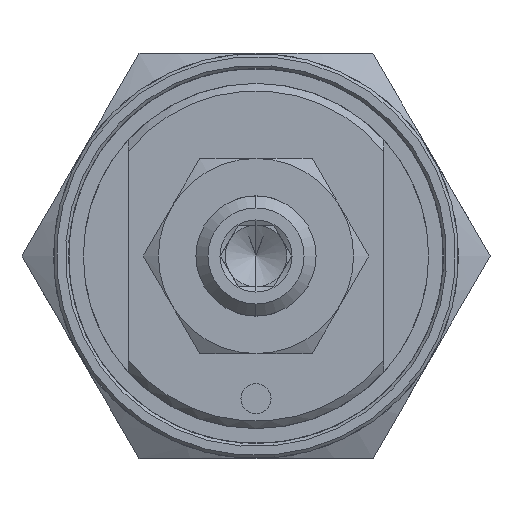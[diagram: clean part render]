
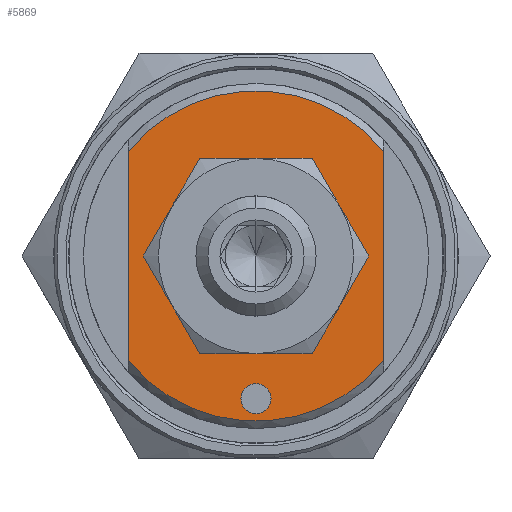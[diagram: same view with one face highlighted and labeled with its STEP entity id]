
A CAD part, left-side view. The second image highlights one B-rep face of the part: STEP entity #5869.
In plain terms, the highlighted planar face has unit normal (-1, 0, 0).
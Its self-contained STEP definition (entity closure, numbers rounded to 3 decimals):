
#42 = DIRECTION ( 'NONE',  ( 0., 1., 0. ) ) ;
#57 = DIRECTION ( 'NONE',  ( 0., -1., 0. ) ) ;
#214 = VECTOR ( 'NONE', #4461, 1000. ) ;
#376 = VECTOR ( 'NONE', #2835, 1000. ) ;
#447 = AXIS2_PLACEMENT_3D ( 'NONE', #10443, #5237, #42 ) ;
#592 = CARTESIAN_POINT ( 'NONE',  ( -14., 0., 0. ) ) ;
#618 = ORIENTED_EDGE ( 'NONE', *, *, #5076, .F. ) ;
#673 = VERTEX_POINT ( 'NONE', #3968 ) ;
#1222 = VERTEX_POINT ( 'NONE', #3958 ) ;
#1358 = DIRECTION ( 'NONE',  ( 1., 0., 0. ) ) ;
#1410 = ORIENTED_EDGE ( 'NONE', *, *, #7299, .T. ) ;
#1466 = DIRECTION ( 'NONE',  ( 0., 1., 0. ) ) ;
#1510 = EDGE_LOOP ( 'NONE', ( #6509, #6630, #3073, #10958 ) ) ;
#1571 = CARTESIAN_POINT ( 'NONE',  ( -14., 1., -9.5 ) ) ;
#2521 = DIRECTION ( 'NONE',  ( -1., 0., 0. ) ) ;
#2797 = EDGE_CURVE ( 'NONE', #6320, #673, #10546, .T. ) ;
#2835 = DIRECTION ( 'NONE',  ( 0., 0., -1. ) ) ;
#2849 = CARTESIAN_POINT ( 'NONE',  ( -14., -1., -9.5 ) ) ;
#3054 = PLANE ( 'NONE',  #9785 ) ;
#3073 = ORIENTED_EDGE ( 'NONE', *, *, #6304, .T. ) ;
#3799 = VERTEX_POINT ( 'NONE', #1571 ) ;
#3958 = CARTESIAN_POINT ( 'NONE',  ( -14., -8.5, 6.982 ) ) ;
#3968 = CARTESIAN_POINT ( 'NONE',  ( -14., -4.7, 0. ) ) ;
#4013 = DIRECTION ( 'NONE',  ( 1., 0., 0. ) ) ;
#4036 = CARTESIAN_POINT ( 'NONE',  ( -14., 8.5, 6.982 ) ) ;
#4200 = ORIENTED_EDGE ( 'NONE', *, *, #2797, .T. ) ;
#4314 = CIRCLE ( 'NONE', #8726, 1. ) ;
#4415 = CARTESIAN_POINT ( 'NONE',  ( -14., 8.5, 11.5 ) ) ;
#4457 = VERTEX_POINT ( 'NONE', #2849 ) ;
#4461 = DIRECTION ( 'NONE',  ( 0., 0., 1. ) ) ;
#5076 = EDGE_CURVE ( 'NONE', #4457, #3799, #4314, .T. ) ;
#5153 = CARTESIAN_POINT ( 'NONE',  ( -14., 0., 0. ) ) ;
#5237 = DIRECTION ( 'NONE',  ( -1., 0., 0. ) ) ;
#5256 = DIRECTION ( 'NONE',  ( -1., 0., 0. ) ) ;
#5258 = AXIS2_PLACEMENT_3D ( 'NONE', #5153, #11233, #6034 ) ;
#5483 = VERTEX_POINT ( 'NONE', #4036 ) ;
#5510 = FACE_BOUND ( 'NONE', #7596, .T. ) ;
#5757 = VERTEX_POINT ( 'NONE', #6272 ) ;
#5869 = ADVANCED_FACE ( 'NONE', ( #5510, #7840, #10161 ), #3054, .F. ) ;
#6034 = DIRECTION ( 'NONE',  ( 0., 1., 0. ) ) ;
#6272 = CARTESIAN_POINT ( 'NONE',  ( -14., -8.5, -6.982 ) ) ;
#6304 = EDGE_CURVE ( 'NONE', #8273, #5757, #7011, .T. ) ;
#6320 = VERTEX_POINT ( 'NONE', #9495 ) ;
#6419 = AXIS2_PLACEMENT_3D ( 'NONE', #592, #6659, #1466 ) ;
#6509 = ORIENTED_EDGE ( 'NONE', *, *, #6657, .T. ) ;
#6540 = CARTESIAN_POINT ( 'NONE',  ( -14., 0., 0. ) ) ;
#6630 = ORIENTED_EDGE ( 'NONE', *, *, #11103, .F. ) ;
#6657 = EDGE_CURVE ( 'NONE', #1222, #5483, #8347, .T. ) ;
#6659 = DIRECTION ( 'NONE',  ( 1., 0., 0. ) ) ;
#6881 = LINE ( 'NONE', #4415, #214 ) ;
#7011 = CIRCLE ( 'NONE', #5258, 11. ) ;
#7037 = CARTESIAN_POINT ( 'NONE',  ( -14., 8.5, -6.982 ) ) ;
#7299 = EDGE_CURVE ( 'NONE', #673, #6320, #10047, .T. ) ;
#7302 = LINE ( 'NONE', #8811, #376 ) ;
#7415 = DIRECTION ( 'NONE',  ( 0., 1., 0. ) ) ;
#7596 = EDGE_LOOP ( 'NONE', ( #1410, #4200 ) ) ;
#7721 = CARTESIAN_POINT ( 'NONE',  ( -14., 0., -9.5 ) ) ;
#7840 = FACE_OUTER_BOUND ( 'NONE', #1510, .T. ) ;
#8242 = AXIS2_PLACEMENT_3D ( 'NONE', #10459, #5256, #57 ) ;
#8273 = VERTEX_POINT ( 'NONE', #7037 ) ;
#8347 = CIRCLE ( 'NONE', #447, 11. ) ;
#8579 = DIRECTION ( 'NONE',  ( 0., -1., 0. ) ) ;
#8684 = EDGE_CURVE ( 'NONE', #3799, #4457, #10723, .T. ) ;
#8696 = ORIENTED_EDGE ( 'NONE', *, *, #8684, .F. ) ;
#8726 = AXIS2_PLACEMENT_3D ( 'NONE', #7721, #2521, #8579 ) ;
#8811 = CARTESIAN_POINT ( 'NONE',  ( -14., -8.5, 11.5 ) ) ;
#9049 = EDGE_LOOP ( 'NONE', ( #618, #8696 ) ) ;
#9245 = CARTESIAN_POINT ( 'NONE',  ( -14., 0., 0. ) ) ;
#9495 = CARTESIAN_POINT ( 'NONE',  ( -14., 4.7, 0. ) ) ;
#9785 = AXIS2_PLACEMENT_3D ( 'NONE', #6540, #1358, #7415 ) ;
#10047 = CIRCLE ( 'NONE', #11071, 4.7 ) ;
#10105 = DIRECTION ( 'NONE',  ( 0., 1., 0. ) ) ;
#10161 = FACE_BOUND ( 'NONE', #9049, .T. ) ;
#10443 = CARTESIAN_POINT ( 'NONE',  ( -14., 0., 0. ) ) ;
#10459 = CARTESIAN_POINT ( 'NONE',  ( -14., 0., -9.5 ) ) ;
#10546 = CIRCLE ( 'NONE', #6419, 4.7 ) ;
#10723 = CIRCLE ( 'NONE', #8242, 1. ) ;
#10749 = EDGE_CURVE ( 'NONE', #1222, #5757, #7302, .T. ) ;
#10958 = ORIENTED_EDGE ( 'NONE', *, *, #10749, .F. ) ;
#11071 = AXIS2_PLACEMENT_3D ( 'NONE', #9245, #4013, #10105 ) ;
#11103 = EDGE_CURVE ( 'NONE', #8273, #5483, #6881, .T. ) ;
#11233 = DIRECTION ( 'NONE',  ( -1., 0., 0. ) ) ;
